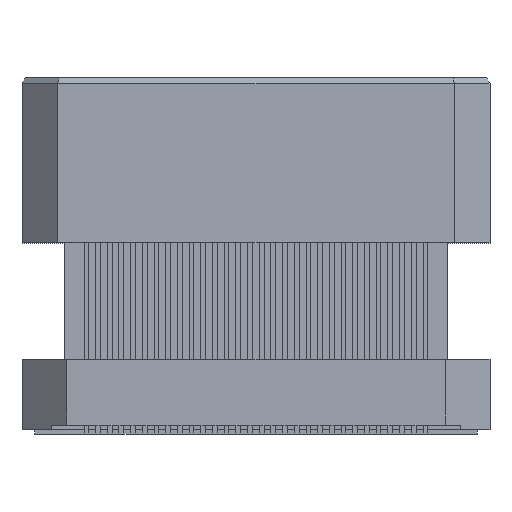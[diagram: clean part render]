
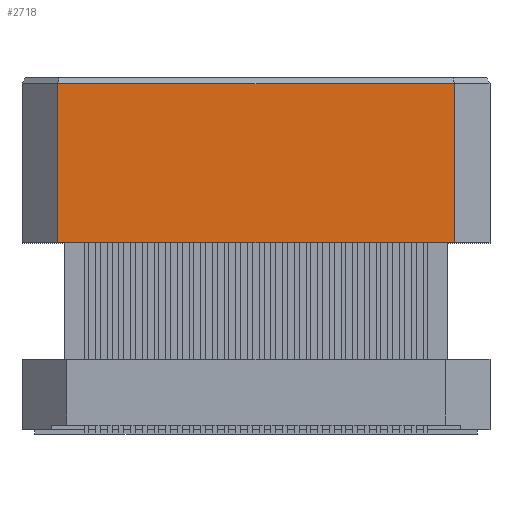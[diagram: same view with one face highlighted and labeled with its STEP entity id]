
A CAD part, top view. The second image highlights one B-rep face of the part: STEP entity #2718.
In plain terms, the highlighted face is planar.
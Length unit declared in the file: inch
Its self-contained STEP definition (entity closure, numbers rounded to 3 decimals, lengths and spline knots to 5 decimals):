
#2718 = ADVANCED_FACE( '', ( #6455 ), #6456, .F. );
#6455 = FACE_OUTER_BOUND( '', #11235, .T. );
#6456 = PLANE( '', #11236 );
#11235 = EDGE_LOOP( '', ( #20180, #20181, #20182, #20183 ) );
#11236 = AXIS2_PLACEMENT_3D( '', #20184, #20185, #20186 );
#20180 = ORIENTED_EDGE( '', *, *, #30292, .F. );
#20181 = ORIENTED_EDGE( '', *, *, #33271, .F. );
#20182 = ORIENTED_EDGE( '', *, *, #33771, .F. );
#20183 = ORIENTED_EDGE( '', *, *, #33772, .T. );
#20184 = CARTESIAN_POINT( '', ( 0.334, 0.5821, -0.1175 ) );
#20185 = DIRECTION( '', ( 0., 0., 1. ) );
#20186 = DIRECTION( '', ( 1., 0., 0. ) );
#30292 = EDGE_CURVE( '', #36639, #36641, #36642, .T. );
#33271 = EDGE_CURVE( '', #41827, #36639, #41829, .T. );
#33771 = EDGE_CURVE( '', #42571, #41827, #42572, .T. );
#33772 = EDGE_CURVE( '', #42571, #36641, #42573, .T. );
#36639 = VERTEX_POINT( '', #46131 );
#36641 = VERTEX_POINT( '', #46134 );
#36642 = LINE( '', #46135, #46136 );
#41827 = VERTEX_POINT( '', #53850 );
#41829 = LINE( '', #53853, #53854 );
#42571 = VERTEX_POINT( '', #54965 );
#42572 = LINE( '', #54966, #54967 );
#42573 = LINE( '', #54968, #54969 );
#46131 = CARTESIAN_POINT( '', ( -0.334, 0.3141, -0.1175 ) );
#46134 = CARTESIAN_POINT( '', ( 0.334, 0.3141, -0.1175 ) );
#46135 = CARTESIAN_POINT( '', ( 0.334, 0.3141, -0.1175 ) );
#46136 = VECTOR( '', #60106, 39.37008 );
#53850 = CARTESIAN_POINT( '', ( -0.334, 0.5821, -0.1175 ) );
#53853 = CARTESIAN_POINT( '', ( -0.334, 0.5821, -0.1175 ) );
#53854 = VECTOR( '', #62802, 39.37008 );
#54965 = CARTESIAN_POINT( '', ( 0.334, 0.5821, -0.1175 ) );
#54966 = CARTESIAN_POINT( '', ( 0.334, 0.5821, -0.1175 ) );
#54967 = VECTOR( '', #63214, 39.37008 );
#54968 = CARTESIAN_POINT( '', ( 0.334, 0.5821, -0.1175 ) );
#54969 = VECTOR( '', #63215, 39.37008 );
#60106 = DIRECTION( '', ( 1., 0., 0. ) );
#62802 = DIRECTION( '', ( 0., -1., 0. ) );
#63214 = DIRECTION( '', ( -1., 0., 0. ) );
#63215 = DIRECTION( '', ( 0., -1., 0. ) );
